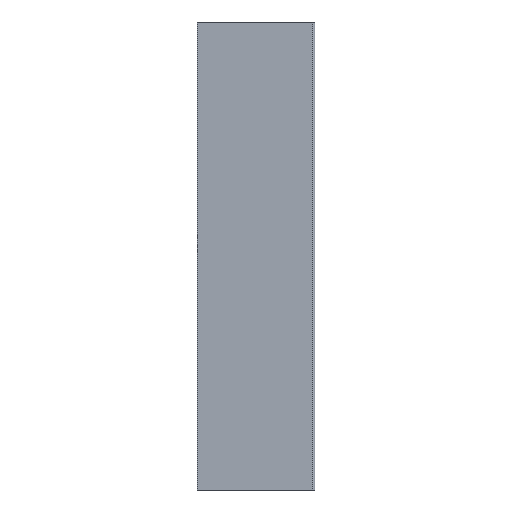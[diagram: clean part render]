
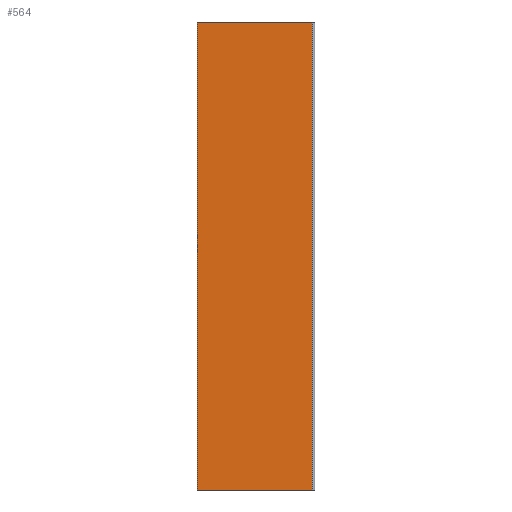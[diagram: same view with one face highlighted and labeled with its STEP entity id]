
A CAD part, left-side view. The second image highlights one B-rep face of the part: STEP entity #564.
In plain terms, the highlighted planar face has unit normal (-1, 0, 0).
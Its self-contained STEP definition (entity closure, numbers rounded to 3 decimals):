
#18 = VECTOR ( 'NONE', #347, 1000. ) ;
#22 = CARTESIAN_POINT ( 'NONE',  ( -1., 150., 0. ) ) ;
#37 = DIRECTION ( 'NONE',  ( 0., -1., 0. ) ) ;
#77 = LINE ( 'NONE', #443, #460 ) ;
#80 = DIRECTION ( 'NONE',  ( 0., 0., -1. ) ) ;
#87 = VERTEX_POINT ( 'NONE', #170 ) ;
#103 = ORIENTED_EDGE ( 'NONE', *, *, #233, .T. ) ;
#109 = VECTOR ( 'NONE', #466, 1000. ) ;
#142 = EDGE_CURVE ( 'NONE', #158, #87, #288, .T. ) ;
#158 = VERTEX_POINT ( 'NONE', #236 ) ;
#170 = CARTESIAN_POINT ( 'NONE',  ( -1., 2.5, 600. ) ) ;
#172 = ORIENTED_EDGE ( 'NONE', *, *, #142, .F. ) ;
#177 = EDGE_LOOP ( 'NONE', ( #244, #462, #172, #103 ) ) ;
#186 = EDGE_CURVE ( 'NONE', #87, #415, #77, .T. ) ;
#193 = CARTESIAN_POINT ( 'NONE',  ( -1., 150., 600. ) ) ;
#233 = EDGE_CURVE ( 'NONE', #158, #515, #599, .T. ) ;
#236 = CARTESIAN_POINT ( 'NONE',  ( -1., 150., 600. ) ) ;
#244 = ORIENTED_EDGE ( 'NONE', *, *, #390, .T. ) ;
#259 = CARTESIAN_POINT ( 'NONE',  ( -1., 150., 0. ) ) ;
#278 = DIRECTION ( 'NONE',  ( 1., 0., 0. ) ) ;
#288 = LINE ( 'NONE', #395, #346 ) ;
#314 = CARTESIAN_POINT ( 'NONE',  ( -1., 2.5, 0. ) ) ;
#320 = CARTESIAN_POINT ( 'NONE',  ( -1., 150., 600. ) ) ;
#346 = VECTOR ( 'NONE', #37, 1000. ) ;
#347 = DIRECTION ( 'NONE',  ( 0., 0., -1. ) ) ;
#372 = PLANE ( 'NONE',  #602 ) ;
#390 = EDGE_CURVE ( 'NONE', #515, #415, #472, .T. ) ;
#395 = CARTESIAN_POINT ( 'NONE',  ( -1., 150., 600. ) ) ;
#415 = VERTEX_POINT ( 'NONE', #314 ) ;
#427 = FACE_OUTER_BOUND ( 'NONE', #177, .T. ) ;
#443 = CARTESIAN_POINT ( 'NONE',  ( -1., 2.5, 600. ) ) ;
#460 = VECTOR ( 'NONE', #80, 1000. ) ;
#462 = ORIENTED_EDGE ( 'NONE', *, *, #186, .F. ) ;
#466 = DIRECTION ( 'NONE',  ( 0., -1., 0. ) ) ;
#472 = LINE ( 'NONE', #259, #109 ) ;
#485 = DIRECTION ( 'NONE',  ( 0., 1., 0. ) ) ;
#515 = VERTEX_POINT ( 'NONE', #22 ) ;
#564 = ADVANCED_FACE ( 'NONE', ( #427 ), #372, .F. ) ;
#599 = LINE ( 'NONE', #193, #18 ) ;
#602 = AXIS2_PLACEMENT_3D ( 'NONE', #320, #278, #485 ) ;
